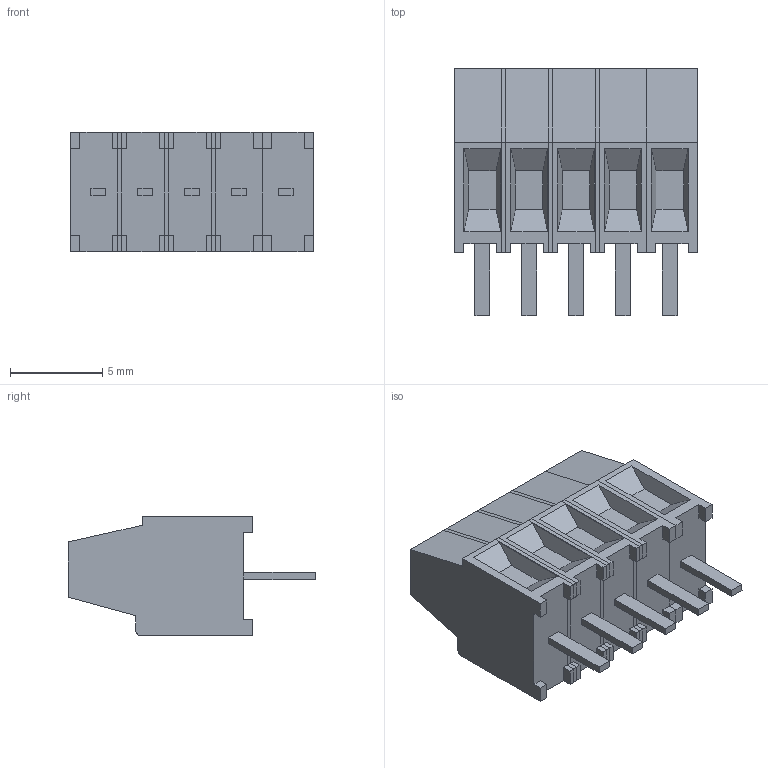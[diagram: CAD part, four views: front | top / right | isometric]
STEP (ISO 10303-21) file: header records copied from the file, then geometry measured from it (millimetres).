
FILE_DESCRIPTION (( 'STEP AP214' ), '1' );
FILE_NAME ('282834-5.STEP', '2025-01-07T14:19:21', ( '' ), ( '' ), 'SwSTEP 2.0', 'SolidWorks 2021', '' );
FILE_SCHEMA (( 'AUTOMOTIVE_DESIGN' ));
Length unit declared in the file: millimetre
Products named in the file (1): 282834-5
Bounding box: 13.16 x 13.4 x 6.5 mm (x, y, z)
Volume: 657.3 mm3; surface area: 1218.6 mm2
Topology: 15 solids, 15 shells, 275 faces, 695 edges, 460 vertices
Faces by surface type: plane 245, cylinder 30
Entity records: 9662 total; most frequent: CARTESIAN_POINT 1431, ORIENTED_EDGE 1390, DIRECTION 1327, EDGE_CURVE 695, LINE 615, VECTOR 615, VERTEX_POINT 460, AXIS2_PLACEMENT_3D 356
